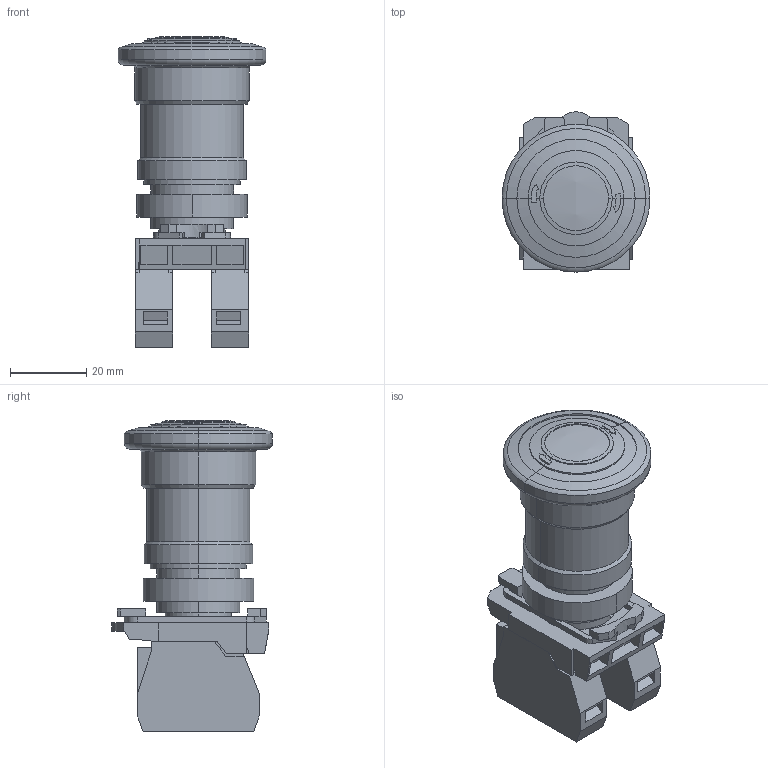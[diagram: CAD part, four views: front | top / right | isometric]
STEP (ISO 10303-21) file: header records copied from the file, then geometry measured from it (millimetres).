
FILE_DESCRIPTION((''),'2;1');
FILE_NAME('SB108847_3D-SOFTWARE_COLOUR','2013-09-16T',('SESA231906'),('Schneider-Electric'),'PRO/ENGINEER BY PARAMETRIC TECHNOLOGY CORPORATION, 2011410','PRO/ENGINEER BY PARAMETRIC TECHNOLOGY CORPORATION, 2011410','');
FILE_SCHEMA(('CONFIG_CONTROL_DESIGN'));
Length unit declared in the file: millimetre
Products named in the file (1): SB108847_3D-SOFTWARE_COLOUR
Bounding box: 38.8 x 42.13 x 81.63 mm (x, y, z)
Volume: 51685.9 mm3; surface area: 16337.4 mm2
Topology: 1 solids, 1 shells, 283 faces, 759 edges, 487 vertices
Faces by surface type: plane 209, cylinder 53, cone 16, torus 4, sphere 1
Entity records: 8896 total; most frequent: CARTESIAN_POINT 1720, ORIENTED_EDGE 1518, DIRECTION 1430, EDGE_CURVE 759, VECTOR 592, LINE 592, VERTEX_POINT 487, AXIS2_PLACEMENT_3D 419
